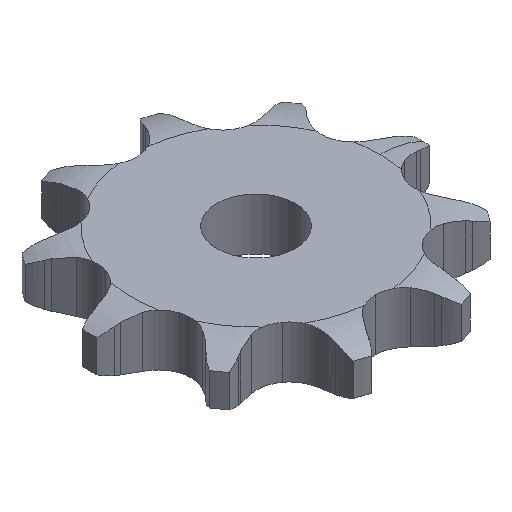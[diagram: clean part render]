
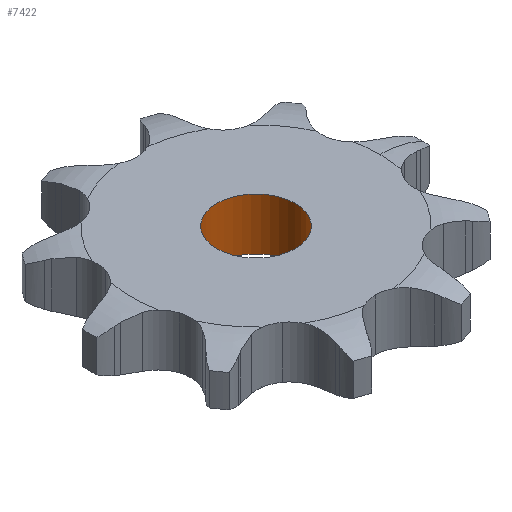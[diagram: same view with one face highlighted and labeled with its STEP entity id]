
A CAD part, isometric view. The second image highlights one B-rep face of the part: STEP entity #7422.
In plain terms, the highlighted cylindrical face has radius 4 mm (diameter 8 mm), a full revolution.
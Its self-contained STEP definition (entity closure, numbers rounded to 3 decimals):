
#455 = PLANE('',#456);
#456 = AXIS2_PLACEMENT_3D('',#457,#458,#459);
#457 = CARTESIAN_POINT('',(0.,0.,5.3));
#458 = DIRECTION('',(-0.,-0.,-1.));
#459 = DIRECTION('',(-1.,0.,0.));
#661 = PLANE('',#662);
#662 = AXIS2_PLACEMENT_3D('',#663,#664,#665);
#663 = CARTESIAN_POINT('',(0.,0.,0.));
#664 = DIRECTION('',(-0.,-0.,-1.));
#665 = DIRECTION('',(-1.,0.,0.));
#1918 = EDGE_CURVE('',#1919,#1919,#1921,.T.);
#1919 = VERTEX_POINT('',#1920);
#1920 = CARTESIAN_POINT('',(4.,0.,5.3));
#1921 = SURFACE_CURVE('',#1922,(#1927,#1938),.PCURVE_S1.);
#1922 = CIRCLE('',#1923,4.);
#1923 = AXIS2_PLACEMENT_3D('',#1924,#1925,#1926);
#1924 = CARTESIAN_POINT('',(0.,0.,5.3));
#1925 = DIRECTION('',(0.,0.,1.));
#1926 = DIRECTION('',(1.,0.,0.));
#1927 = PCURVE('',#455,#1928);
#1928 = DEFINITIONAL_REPRESENTATION('',(#1929),#1937);
#1929 = ( BOUNDED_CURVE() B_SPLINE_CURVE(2,(#1930,#1931,#1932,#1933,
#1934,#1935,#1936),.UNSPECIFIED.,.T.,.F.) B_SPLINE_CURVE_WITH_KNOTS((1,2
    ,2,2,2,1),(-2.094,0.,2.094,4.189,
6.283,8.378),.UNSPECIFIED.) CURVE() 
GEOMETRIC_REPRESENTATION_ITEM() RATIONAL_B_SPLINE_CURVE((1.,0.5,1.,0.5,
1.,0.5,1.)) REPRESENTATION_ITEM('') );
#1930 = CARTESIAN_POINT('',(-4.,0.));
#1931 = CARTESIAN_POINT('',(-4.,6.928));
#1932 = CARTESIAN_POINT('',(2.,3.464));
#1933 = CARTESIAN_POINT('',(8.,0.));
#1934 = CARTESIAN_POINT('',(2.,-3.464));
#1935 = CARTESIAN_POINT('',(-4.,-6.928));
#1936 = CARTESIAN_POINT('',(-4.,0.));
#1937 = ( GEOMETRIC_REPRESENTATION_CONTEXT(2) 
PARAMETRIC_REPRESENTATION_CONTEXT() REPRESENTATION_CONTEXT('2D SPACE',''
  ) );
#1938 = PCURVE('',#1939,#1944);
#1939 = CYLINDRICAL_SURFACE('',#1940,4.);
#1940 = AXIS2_PLACEMENT_3D('',#1941,#1942,#1943);
#1941 = CARTESIAN_POINT('',(0.,0.,57.329));
#1942 = DIRECTION('',(0.,0.,1.));
#1943 = DIRECTION('',(1.,0.,0.));
#1944 = DEFINITIONAL_REPRESENTATION('',(#1945),#1949);
#1945 = LINE('',#1946,#1947);
#1946 = CARTESIAN_POINT('',(0.,-52.029));
#1947 = VECTOR('',#1948,1.);
#1948 = DIRECTION('',(1.,0.));
#1949 = ( GEOMETRIC_REPRESENTATION_CONTEXT(2) 
PARAMETRIC_REPRESENTATION_CONTEXT() REPRESENTATION_CONTEXT('2D SPACE',''
  ) );
#2928 = EDGE_CURVE('',#2929,#2929,#2931,.T.);
#2929 = VERTEX_POINT('',#2930);
#2930 = CARTESIAN_POINT('',(4.,0.,0.));
#2931 = SURFACE_CURVE('',#2932,(#2937,#2948),.PCURVE_S1.);
#2932 = CIRCLE('',#2933,4.);
#2933 = AXIS2_PLACEMENT_3D('',#2934,#2935,#2936);
#2934 = CARTESIAN_POINT('',(0.,0.,0.));
#2935 = DIRECTION('',(0.,0.,1.));
#2936 = DIRECTION('',(1.,0.,0.));
#2937 = PCURVE('',#661,#2938);
#2938 = DEFINITIONAL_REPRESENTATION('',(#2939),#2947);
#2939 = ( BOUNDED_CURVE() B_SPLINE_CURVE(2,(#2940,#2941,#2942,#2943,
#2944,#2945,#2946),.UNSPECIFIED.,.T.,.F.) B_SPLINE_CURVE_WITH_KNOTS((1,2
    ,2,2,2,1),(-2.094,0.,2.094,4.189,
6.283,8.378),.UNSPECIFIED.) CURVE() 
GEOMETRIC_REPRESENTATION_ITEM() RATIONAL_B_SPLINE_CURVE((1.,0.5,1.,0.5,
1.,0.5,1.)) REPRESENTATION_ITEM('') );
#2940 = CARTESIAN_POINT('',(-4.,0.));
#2941 = CARTESIAN_POINT('',(-4.,6.928));
#2942 = CARTESIAN_POINT('',(2.,3.464));
#2943 = CARTESIAN_POINT('',(8.,0.));
#2944 = CARTESIAN_POINT('',(2.,-3.464));
#2945 = CARTESIAN_POINT('',(-4.,-6.928));
#2946 = CARTESIAN_POINT('',(-4.,0.));
#2947 = ( GEOMETRIC_REPRESENTATION_CONTEXT(2) 
PARAMETRIC_REPRESENTATION_CONTEXT() REPRESENTATION_CONTEXT('2D SPACE',''
  ) );
#2948 = PCURVE('',#1939,#2949);
#2949 = DEFINITIONAL_REPRESENTATION('',(#2950),#2954);
#2950 = LINE('',#2951,#2952);
#2951 = CARTESIAN_POINT('',(0.,-57.329));
#2952 = VECTOR('',#2953,1.);
#2953 = DIRECTION('',(1.,0.));
#2954 = ( GEOMETRIC_REPRESENTATION_CONTEXT(2) 
PARAMETRIC_REPRESENTATION_CONTEXT() REPRESENTATION_CONTEXT('2D SPACE',''
  ) );
#7422 = ADVANCED_FACE('',(#7423),#1939,.F.);
#7423 = FACE_BOUND('',#7424,.F.);
#7424 = EDGE_LOOP('',(#7425,#7426,#7447,#7448));
#7425 = ORIENTED_EDGE('',*,*,#1918,.F.);
#7426 = ORIENTED_EDGE('',*,*,#7427,.T.);
#7427 = EDGE_CURVE('',#1919,#2929,#7428,.T.);
#7428 = SEAM_CURVE('',#7429,(#7433,#7440),.PCURVE_S1.);
#7429 = LINE('',#7430,#7431);
#7430 = CARTESIAN_POINT('',(4.,0.,57.329));
#7431 = VECTOR('',#7432,1.);
#7432 = DIRECTION('',(-0.,-0.,-1.));
#7433 = PCURVE('',#1939,#7434);
#7434 = DEFINITIONAL_REPRESENTATION('',(#7435),#7439);
#7435 = LINE('',#7436,#7437);
#7436 = CARTESIAN_POINT('',(6.283,0.));
#7437 = VECTOR('',#7438,1.);
#7438 = DIRECTION('',(0.,-1.));
#7439 = ( GEOMETRIC_REPRESENTATION_CONTEXT(2) 
PARAMETRIC_REPRESENTATION_CONTEXT() REPRESENTATION_CONTEXT('2D SPACE',''
  ) );
#7440 = PCURVE('',#1939,#7441);
#7441 = DEFINITIONAL_REPRESENTATION('',(#7442),#7446);
#7442 = LINE('',#7443,#7444);
#7443 = CARTESIAN_POINT('',(0.,0.));
#7444 = VECTOR('',#7445,1.);
#7445 = DIRECTION('',(0.,-1.));
#7446 = ( GEOMETRIC_REPRESENTATION_CONTEXT(2) 
PARAMETRIC_REPRESENTATION_CONTEXT() REPRESENTATION_CONTEXT('2D SPACE',''
  ) );
#7447 = ORIENTED_EDGE('',*,*,#2928,.T.);
#7448 = ORIENTED_EDGE('',*,*,#7427,.F.);
